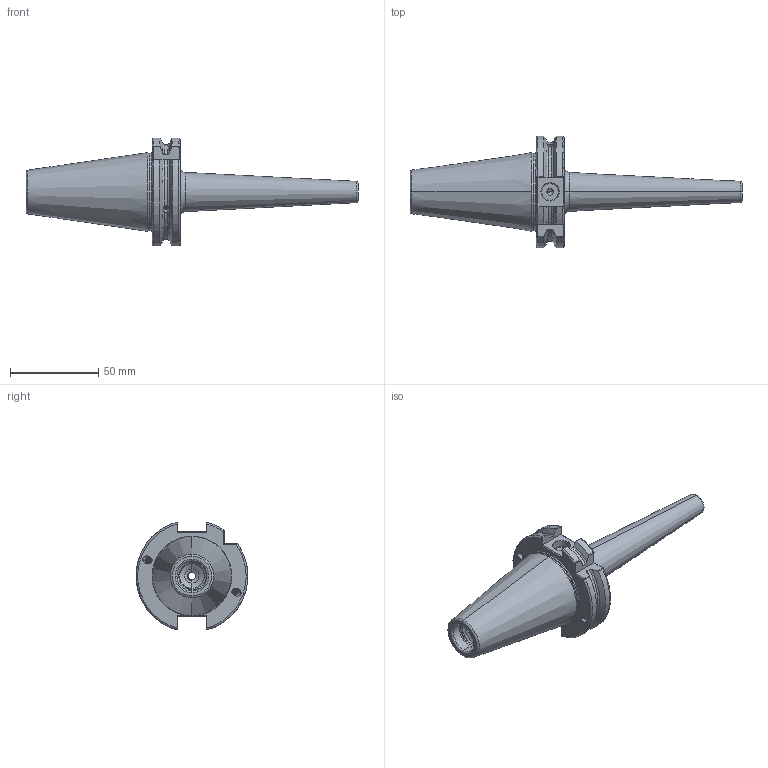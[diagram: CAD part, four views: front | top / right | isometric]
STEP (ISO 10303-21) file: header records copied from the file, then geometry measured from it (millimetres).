
FILE_DESCRIPTION (( 'STEP AP203' ), '1' );
FILE_NAME ('403.72.06.1.STEP', '2018-04-20T06:42:28', ( '' ), ( '' ), 'SwSTEP 2.0', 'SolidWorks 2012', '' );
FILE_SCHEMA (( 'CONFIG_CONTROL_DESIGN' ));
Length unit declared in the file: millimetre
Products named in the file (1): 403.72.06.1
Bounding box: 188.4 x 63.42 x 61.24 mm (x, y, z)
Volume: 117113.7 mm3; surface area: 30245.8 mm2
Topology: 1 solids, 1 shells, 310 faces, 853 edges, 534 vertices
Faces by surface type: cylinder 163, cone 45, plane 45, torus 36, bspline 21
Entity records: 21750 total; most frequent: CARTESIAN_POINT 14853, ORIENTED_EDGE 1678, DIRECTION 1176, EDGE_CURVE 839, VERTEX_POINT 534, AXIS2_PLACEMENT_3D 458, EDGE_LOOP 323, FACE_OUTER_BOUND 310
